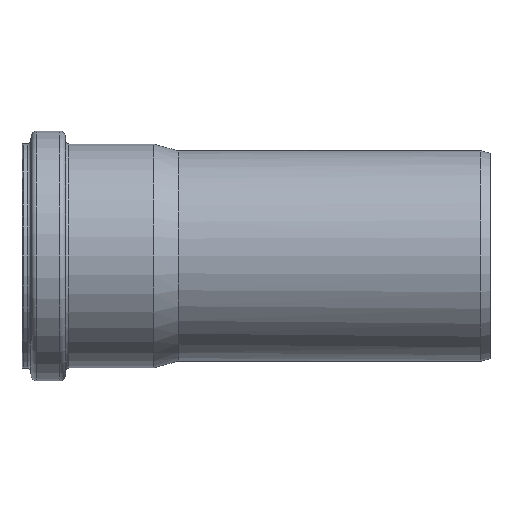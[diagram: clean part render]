
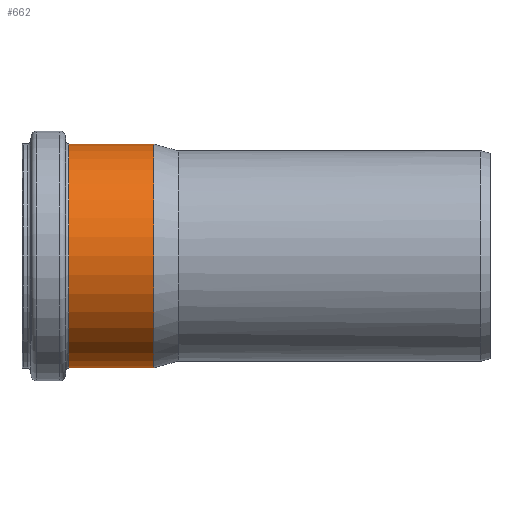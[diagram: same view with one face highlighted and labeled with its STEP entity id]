
A CAD part, left-side view. The second image highlights one B-rep face of the part: STEP entity #662.
In plain terms, the highlighted cylindrical face has radius 39.95 mm (diameter 79.9 mm), a full revolution.
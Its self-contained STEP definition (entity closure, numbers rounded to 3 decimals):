
#86=FACE_BOUND('',#309,.T.);
#113=CIRCLE('',#695,39.95);
#142=CIRCLE('',#754,39.95);
#175=CYLINDRICAL_SURFACE('',#753,39.95);
#217=FACE_OUTER_BOUND('',#308,.T.);
#308=EDGE_LOOP('',(#579));
#309=EDGE_LOOP('',(#580));
#375=VERTEX_POINT('',#1468);
#405=VERTEX_POINT('',#1619);
#441=EDGE_CURVE('',#375,#375,#113,.T.);
#471=EDGE_CURVE('',#405,#405,#142,.T.);
#579=ORIENTED_EDGE('',*,*,#471,.F.);
#580=ORIENTED_EDGE('',*,*,#441,.T.);
#662=ADVANCED_FACE('',(#217,#86),#175,.T.);
#695=AXIS2_PLACEMENT_3D('',#1469,#816,#817);
#753=AXIS2_PLACEMENT_3D('',#1618,#932,#933);
#754=AXIS2_PLACEMENT_3D('',#1620,#934,#935);
#816=DIRECTION('center_axis',(0.,1.,0.));
#817=DIRECTION('ref_axis',(1.,0.,0.));
#932=DIRECTION('center_axis',(0.,1.,0.));
#933=DIRECTION('ref_axis',(-1.,0.,0.));
#934=DIRECTION('center_axis',(0.,1.,0.));
#935=DIRECTION('ref_axis',(1.,0.,0.));
#1468=CARTESIAN_POINT('',(-39.95,120.037,0.));
#1469=CARTESIAN_POINT('Origin',(0.,120.037,
0.));
#1618=CARTESIAN_POINT('Origin',(0.,135.191,
0.));
#1619=CARTESIAN_POINT('',(-39.95,150.345,0.));
#1620=CARTESIAN_POINT('Origin',(0.,150.345,
0.));
